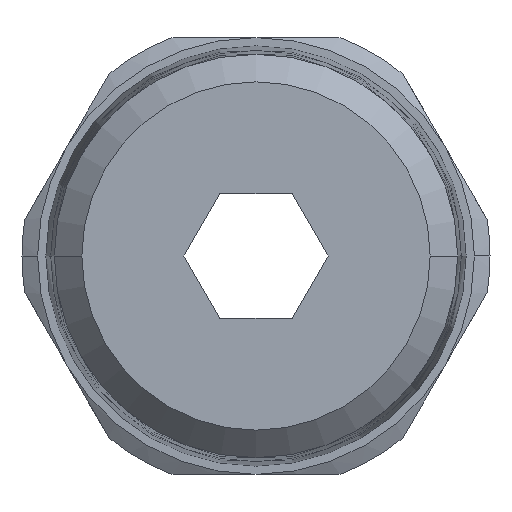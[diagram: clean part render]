
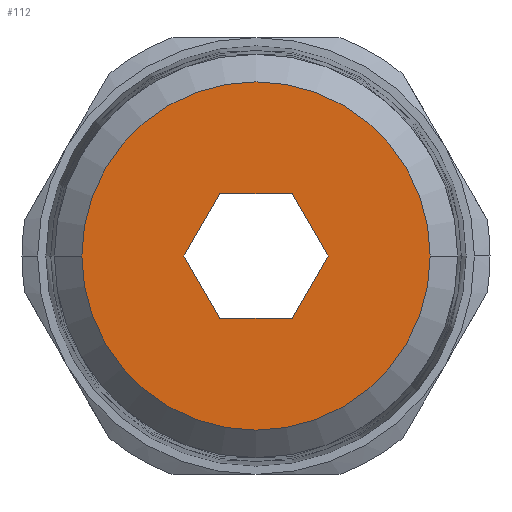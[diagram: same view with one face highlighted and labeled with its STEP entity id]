
A CAD part, front view. The second image highlights one B-rep face of the part: STEP entity #112.
In plain terms, the highlighted planar face has unit normal (0, -1, 0).
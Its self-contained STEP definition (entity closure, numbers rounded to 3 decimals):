
#112=ADVANCED_FACE('',(#254,#255),#256,.T.);
#254=FACE_BOUND('',#397,.T.);
#255=FACE_OUTER_BOUND('',#398,.T.);
#256=PLANE('',#399);
#397=EDGE_LOOP('',(#908,#909,#910,#911,#912,#913));
#398=EDGE_LOOP('',(#914,#915));
#399=AXIS2_PLACEMENT_3D('',#916,#917,#918);
#908=ORIENTED_EDGE('',*,*,#993,.T.);
#909=ORIENTED_EDGE('',*,*,#996,.T.);
#910=ORIENTED_EDGE('',*,*,#998,.T.);
#911=ORIENTED_EDGE('',*,*,#1000,.T.);
#912=ORIENTED_EDGE('',*,*,#1002,.T.);
#913=ORIENTED_EDGE('',*,*,#1004,.T.);
#914=ORIENTED_EDGE('',*,*,#924,.F.);
#915=ORIENTED_EDGE('',*,*,#1077,.F.);
#916=CARTESIAN_POINT('',(2.791,-9.5,0.0));
#917=DIRECTION('',(-0.0,-1.0,-0.0));
#918=DIRECTION('',(-1.0,0.0,0.0));
#924=EDGE_CURVE('',#1086,#1089,#1090,.T.);
#993=EDGE_CURVE('',#1215,#1216,#1217,.T.);
#996=EDGE_CURVE('',#1216,#1220,#1221,.T.);
#998=EDGE_CURVE('',#1220,#1223,#1224,.T.);
#1000=EDGE_CURVE('',#1223,#1226,#1227,.T.);
#1002=EDGE_CURVE('',#1226,#1229,#1230,.T.);
#1004=EDGE_CURVE('',#1229,#1215,#1232,.T.);
#1077=EDGE_CURVE('',#1089,#1086,#1337,.T.);
#1086=VERTEX_POINT('',#1348);
#1089=VERTEX_POINT('',#1352);
#1090=CIRCLE('',#1353,5.582);
#1215=VERTEX_POINT('',#1549);
#1216=VERTEX_POINT('',#1550);
#1217=LINE('',#1551,#1552);
#1220=VERTEX_POINT('',#1557);
#1221=LINE('',#1558,#1559);
#1223=VERTEX_POINT('',#1562);
#1224=LINE('',#1563,#1564);
#1226=VERTEX_POINT('',#1567);
#1227=LINE('',#1568,#1569);
#1229=VERTEX_POINT('',#1572);
#1230=LINE('',#1573,#1574);
#1232=LINE('',#1577,#1578);
#1337=CIRCLE('',#1913,5.582);
#1348=CARTESIAN_POINT('',(5.582,-9.5,0.0));
#1352=CARTESIAN_POINT('',(-5.582,-9.5,0.));
#1353=AXIS2_PLACEMENT_3D('',#1923,#1924,#1925);
#1549=CARTESIAN_POINT('',(-2.309,-9.5,0.));
#1550=CARTESIAN_POINT('',(-1.155,-9.5,2.0));
#1551=CARTESIAN_POINT('',(-1.383,-9.5,1.604));
#1552=VECTOR('',#2064,1.0);
#1557=CARTESIAN_POINT('',(1.155,-9.5,2.0));
#1558=CARTESIAN_POINT('',(1.395,-9.5,2.0));
#1559=VECTOR('',#2067,1.0);
#1562=CARTESIAN_POINT('',(2.309,-9.5,0.));
#1563=CARTESIAN_POINT('',(2.081,-9.5,0.396));
#1564=VECTOR('',#2069,1.0);
#1567=CARTESIAN_POINT('',(1.155,-9.5,-2.0));
#1568=CARTESIAN_POINT('',(2.081,-9.5,-0.396));
#1569=VECTOR('',#2071,1.0);
#1572=CARTESIAN_POINT('',(-1.155,-9.5,-2.0));
#1573=CARTESIAN_POINT('',(1.395,-9.5,-2.0));
#1574=VECTOR('',#2073,1.0);
#1577=CARTESIAN_POINT('',(-1.383,-9.5,-1.604));
#1578=VECTOR('',#2075,1.0);
#1913=AXIS2_PLACEMENT_3D('',#2212,#2213,#2214);
#1923=CARTESIAN_POINT('',(0.0,-9.5,0.0));
#1924=DIRECTION('',(-0.0,1.0,0.0));
#1925=DIRECTION('',(1.0,0.0,0.0));
#2064=DIRECTION('',(0.5,-0.0,0.866));
#2067=DIRECTION('',(1.0,0.0,0.));
#2069=DIRECTION('',(0.5,0.0,-0.866));
#2071=DIRECTION('',(-0.5,0.0,-0.866));
#2073=DIRECTION('',(-1.0,0.0,0.0));
#2075=DIRECTION('',(-0.5,0.0,0.866));
#2212=CARTESIAN_POINT('',(0.0,-9.5,0.0));
#2213=DIRECTION('',(-0.0,1.0,0.0));
#2214=DIRECTION('',(1.0,0.0,0.0));
